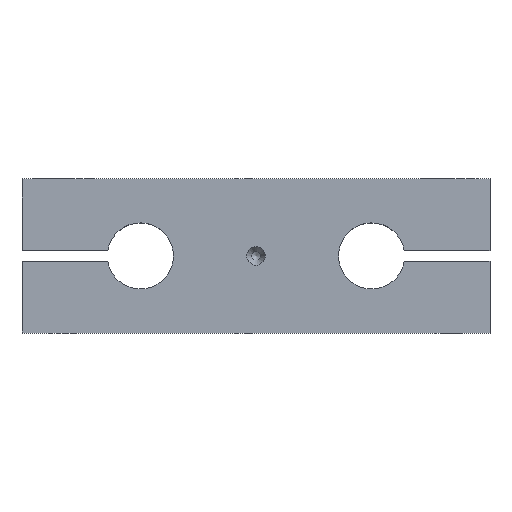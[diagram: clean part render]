
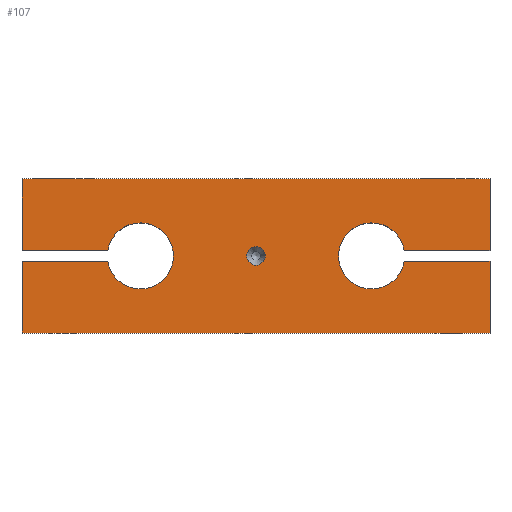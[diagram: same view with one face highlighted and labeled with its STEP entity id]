
A CAD part, top view. The second image highlights one B-rep face of the part: STEP entity #107.
In plain terms, the highlighted planar face has unit normal (0, 0, 1).
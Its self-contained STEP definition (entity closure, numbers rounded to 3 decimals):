
#107 = ADVANCED_FACE( '', ( #231, #232 ), #233, .T. );
#231 = FACE_OUTER_BOUND( '', #349, .T. );
#232 = FACE_BOUND( '', #350, .T. );
#233 = PLANE( '', #351 );
#349 = EDGE_LOOP( '', ( #562, #563, #564, #565, #566, #567, #568, #569, #570, #571, #572, #573 ) );
#350 = EDGE_LOOP( '', ( #574 ) );
#351 = AXIS2_PLACEMENT_3D( '', #575, #576, #577 );
#562 = ORIENTED_EDGE( '', *, *, #661, .T. );
#563 = ORIENTED_EDGE( '', *, *, #645, .T. );
#564 = ORIENTED_EDGE( '', *, *, #649, .T. );
#565 = ORIENTED_EDGE( '', *, *, #607, .T. );
#566 = ORIENTED_EDGE( '', *, *, #659, .F. );
#567 = ORIENTED_EDGE( '', *, *, #619, .T. );
#568 = ORIENTED_EDGE( '', *, *, #666, .T. );
#569 = ORIENTED_EDGE( '', *, *, #626, .T. );
#570 = ORIENTED_EDGE( '', *, *, #590, .T. );
#571 = ORIENTED_EDGE( '', *, *, #615, .T. );
#572 = ORIENTED_EDGE( '', *, *, #641, .F. );
#573 = ORIENTED_EDGE( '', *, *, #598, .T. );
#574 = ORIENTED_EDGE( '', *, *, #656, .F. );
#575 = CARTESIAN_POINT( '', ( 21., 14., 14. ) );
#576 = DIRECTION( '', ( 0., 0., 1. ) );
#577 = DIRECTION( '', ( 1., 0., 0. ) );
#590 = EDGE_CURVE( '', #680, #678, #681, .T. );
#598 = EDGE_CURVE( '', #694, #692, #695, .T. );
#607 = EDGE_CURVE( '', #710, #708, #711, .T. );
#615 = EDGE_CURVE( '', #678, #721, #723, .T. );
#619 = EDGE_CURVE( '', #730, #728, #731, .T. );
#626 = EDGE_CURVE( '', #741, #680, #742, .T. );
#641 = EDGE_CURVE( '', #694, #721, #762, .T. );
#645 = EDGE_CURVE( '', #768, #766, #769, .T. );
#649 = EDGE_CURVE( '', #766, #710, #774, .T. );
#656 = EDGE_CURVE( '', #782, #782, #783, .T. );
#659 = EDGE_CURVE( '', #730, #708, #786, .T. );
#661 = EDGE_CURVE( '', #692, #768, #788, .T. );
#666 = EDGE_CURVE( '', #728, #741, #793, .T. );
#678 = VERTEX_POINT( '', #806 );
#680 = VERTEX_POINT( '', #809 );
#681 = LINE( '', #810, #811 );
#692 = VERTEX_POINT( '', #824 );
#694 = VERTEX_POINT( '', #827 );
#695 = LINE( '', #828, #829 );
#708 = VERTEX_POINT( '', #844 );
#710 = VERTEX_POINT( '', #847 );
#711 = LINE( '', #848, #849 );
#721 = VERTEX_POINT( '', #861 );
#723 = LINE( '', #864, #865 );
#728 = VERTEX_POINT( '', #871 );
#730 = VERTEX_POINT( '', #874 );
#731 = LINE( '', #875, #876 );
#741 = VERTEX_POINT( '', #888 );
#742 = LINE( '', #889, #890 );
#762 = CIRCLE( '', #915, 6. );
#766 = VERTEX_POINT( '', #919 );
#768 = VERTEX_POINT( '', #922 );
#769 = LINE( '', #923, #924 );
#774 = LINE( '', #930, #931 );
#782 = VERTEX_POINT( '', #939 );
#783 = CIRCLE( '', #940, 1.675 );
#786 = CIRCLE( '', #943, 6. );
#788 = LINE( '', #945, #946 );
#793 = LINE( '', #951, #952 );
#806 = CARTESIAN_POINT( '', ( -42.5, 15., 14. ) );
#809 = CARTESIAN_POINT( '', ( -42.5, 28., 14. ) );
#810 = CARTESIAN_POINT( '', ( -42.5, 28., 14. ) );
#811 = VECTOR( '', #963, 1000. );
#824 = CARTESIAN_POINT( '', ( -42.5, 13., 14. ) );
#827 = CARTESIAN_POINT( '', ( -26.916, 13., 14. ) );
#828 = CARTESIAN_POINT( '', ( -26.916, 13., 14. ) );
#829 = VECTOR( '', #973, 1000. );
#844 = CARTESIAN_POINT( '', ( 26.916, 13., 14. ) );
#847 = CARTESIAN_POINT( '', ( 42.5, 13., 14. ) );
#848 = CARTESIAN_POINT( '', ( 42.5, 13., 14. ) );
#849 = VECTOR( '', #986, 1000. );
#861 = CARTESIAN_POINT( '', ( -26.916, 15., 14. ) );
#864 = CARTESIAN_POINT( '', ( -42.5, 15., 14. ) );
#865 = VECTOR( '', #996, 1000. );
#871 = CARTESIAN_POINT( '', ( 42.5, 15., 14. ) );
#874 = CARTESIAN_POINT( '', ( 26.916, 15., 14. ) );
#875 = CARTESIAN_POINT( '', ( 26.916, 15., 14. ) );
#876 = VECTOR( '', #999, 1000. );
#888 = CARTESIAN_POINT( '', ( 42.5, 28., 14. ) );
#889 = CARTESIAN_POINT( '', ( 42.5, 28., 14. ) );
#890 = VECTOR( '', #1008, 1000. );
#915 = AXIS2_PLACEMENT_3D( '', #1029, #1030, #1031 );
#919 = CARTESIAN_POINT( '', ( 42.5, 0., 14. ) );
#922 = CARTESIAN_POINT( '', ( -42.5, 0., 14. ) );
#923 = CARTESIAN_POINT( '', ( -42.5, 0., 14. ) );
#924 = VECTOR( '', #1036, 1000. );
#930 = CARTESIAN_POINT( '', ( 42.5, 0., 14. ) );
#931 = VECTOR( '', #1041, 1000. );
#939 = CARTESIAN_POINT( '', ( 1.675, 14., 14. ) );
#940 = AXIS2_PLACEMENT_3D( '', #1048, #1049, #1050 );
#943 = AXIS2_PLACEMENT_3D( '', #1051, #1052, #1053 );
#945 = CARTESIAN_POINT( '', ( -42.5, 13., 14. ) );
#946 = VECTOR( '', #1054, 1000. );
#951 = CARTESIAN_POINT( '', ( 42.5, 15., 14. ) );
#952 = VECTOR( '', #1055, 1000. );
#963 = DIRECTION( '', ( 0., -1., 0. ) );
#973 = DIRECTION( '', ( -1., 0., 0. ) );
#986 = DIRECTION( '', ( -1., 0., 0. ) );
#996 = DIRECTION( '', ( 1., 0., 0. ) );
#999 = DIRECTION( '', ( 1., 0., 0. ) );
#1008 = DIRECTION( '', ( -1., 0., 0. ) );
#1029 = CARTESIAN_POINT( '', ( -21., 14., 14. ) );
#1030 = DIRECTION( '', ( 0., 0., 1. ) );
#1031 = DIRECTION( '', ( 1., 0., 0. ) );
#1036 = DIRECTION( '', ( 1., 0., 0. ) );
#1041 = DIRECTION( '', ( 0., 1., 0. ) );
#1048 = CARTESIAN_POINT( '', ( 0., 14., 14. ) );
#1049 = DIRECTION( '', ( 0., 0., 1. ) );
#1050 = DIRECTION( '', ( 1., 0., 0. ) );
#1051 = CARTESIAN_POINT( '', ( 21., 14., 14. ) );
#1052 = DIRECTION( '', ( 0., 0., 1. ) );
#1053 = DIRECTION( '', ( 1., 0., 0. ) );
#1054 = DIRECTION( '', ( 0., -1., 0. ) );
#1055 = DIRECTION( '', ( 0., 1., 0. ) );
